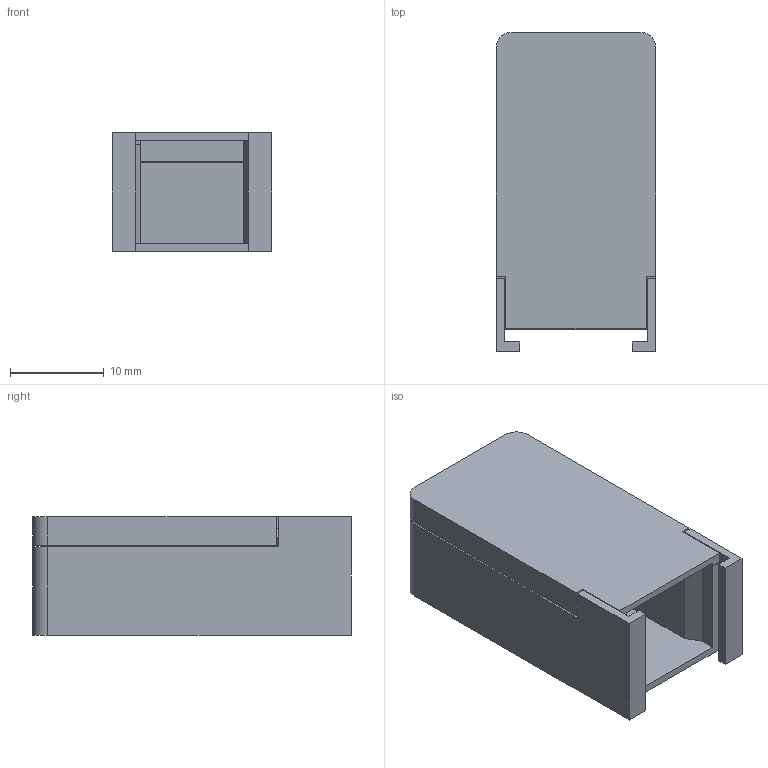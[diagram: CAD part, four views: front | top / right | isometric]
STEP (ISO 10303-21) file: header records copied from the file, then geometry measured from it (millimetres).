
FILE_DESCRIPTION(('FreeCAD Model'),'2;1');
FILE_NAME('Open CASCADE Shape Model','2024-04-26T14:44:31',(''),(''), 'Open CASCADE STEP processor 7.6','FreeCAD','Unknown');
FILE_SCHEMA(('AUTOMOTIVE_DESIGN { 1 0 10303 214 1 1 1 1 }'));
Length unit declared in the file: millimetre
Products named in the file (3): OMiGaS_Rev_3; detector-bottom; detector-top
Assembly tree (2 placements, depth 2):
  OMiGaS_Rev_3
    detector-bottom
    detector-top
Bounding box: 17 x 34 x 12.6 mm (x, y, z)
Volume: 3047.1 mm3; surface area: 4486.2 mm2
Topology: 2 solids, 2 shells, 64 faces, 176 edges, 116 vertices
Faces by surface type: plane 60, cylinder 4
Entity records: 4368 total; most frequent: CARTESIAN_POINT 747, DIRECTION 664, LINE 512, VECTOR 512, ORIENTED_EDGE 352, PCURVE 352, DEFINITIONAL_REPRESENTATION 352, EDGE_CURVE 176
